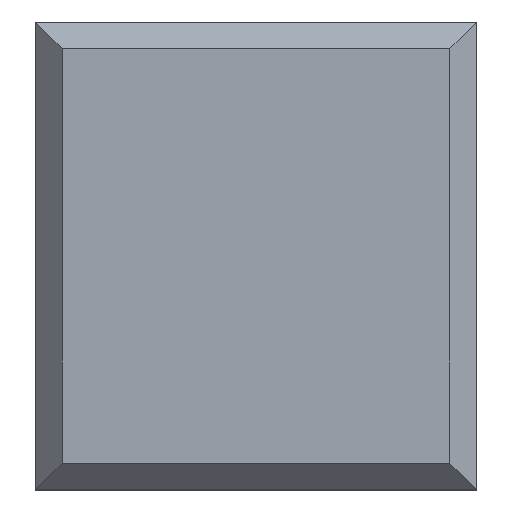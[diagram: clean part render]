
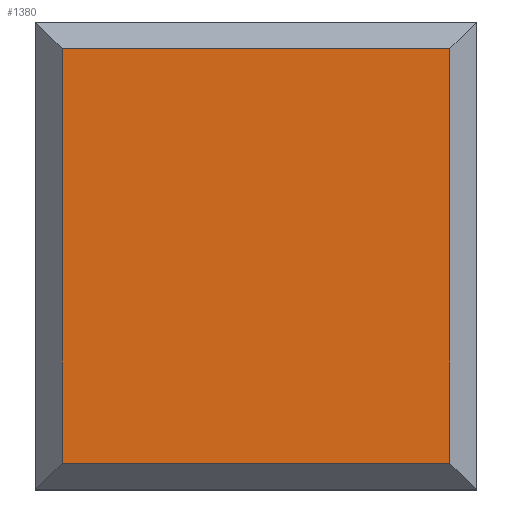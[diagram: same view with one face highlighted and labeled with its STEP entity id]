
A CAD part, top view. The second image highlights one B-rep face of the part: STEP entity #1380.
In plain terms, the highlighted planar face has unit normal (0, 0, 1).
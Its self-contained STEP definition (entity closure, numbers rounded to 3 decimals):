
#914 = PLANE('',#915);
#915 = AXIS2_PLACEMENT_3D('',#916,#917,#918);
#916 = CARTESIAN_POINT('',(-7.75,-8.75,3.));
#917 = DIRECTION('',(0.707,0.,-0.707));
#918 = DIRECTION('',(0.,1.,0.));
#995 = PLANE('',#996);
#996 = AXIS2_PLACEMENT_3D('',#997,#998,#999);
#997 = CARTESIAN_POINT('',(-8.25,-8.25,3.));
#998 = DIRECTION('',(0.,0.707,-0.707));
#999 = DIRECTION('',(-1.,-0.,-0.));
#1011 = VERTEX_POINT('',#1012);
#1012 = CARTESIAN_POINT('',(-7.25,-7.75,3.5));
#1035 = VERTEX_POINT('',#1036);
#1036 = CARTESIAN_POINT('',(-7.25,7.75,3.5));
#1050 = PLANE('',#1051);
#1051 = AXIS2_PLACEMENT_3D('',#1052,#1053,#1054);
#1052 = CARTESIAN_POINT('',(-8.25,8.25,3.));
#1053 = DIRECTION('',(0.,0.707,0.707));
#1054 = DIRECTION('',(-1.,-0.,-0.));
#1062 = EDGE_CURVE('',#1011,#1035,#1063,.T.);
#1063 = SURFACE_CURVE('',#1064,(#1068,#1075),.PCURVE_S1.);
#1064 = LINE('',#1065,#1066);
#1065 = CARTESIAN_POINT('',(-7.25,-8.75,3.5));
#1066 = VECTOR('',#1067,1.);
#1067 = DIRECTION('',(0.,1.,0.));
#1068 = PCURVE('',#914,#1069);
#1069 = DEFINITIONAL_REPRESENTATION('',(#1070),#1074);
#1070 = LINE('',#1071,#1072);
#1071 = CARTESIAN_POINT('',(0.,0.707));
#1072 = VECTOR('',#1073,1.);
#1073 = DIRECTION('',(1.,0.));
#1074 = ( GEOMETRIC_REPRESENTATION_CONTEXT(2) 
PARAMETRIC_REPRESENTATION_CONTEXT() REPRESENTATION_CONTEXT('2D SPACE',''
  ) );
#1075 = PCURVE('',#1076,#1081);
#1076 = PLANE('',#1077);
#1077 = AXIS2_PLACEMENT_3D('',#1078,#1079,#1080);
#1078 = CARTESIAN_POINT('',(-8.25,-8.75,3.5));
#1079 = DIRECTION('',(0.,0.,1.));
#1080 = DIRECTION('',(1.,0.,0.));
#1081 = DEFINITIONAL_REPRESENTATION('',(#1082),#1086);
#1082 = LINE('',#1083,#1084);
#1083 = CARTESIAN_POINT('',(1.,0.));
#1084 = VECTOR('',#1085,1.);
#1085 = DIRECTION('',(0.,1.));
#1086 = ( GEOMETRIC_REPRESENTATION_CONTEXT(2) 
PARAMETRIC_REPRESENTATION_CONTEXT() REPRESENTATION_CONTEXT('2D SPACE',''
  ) );
#1320 = PLANE('',#1321);
#1321 = AXIS2_PLACEMENT_3D('',#1322,#1323,#1324);
#1322 = CARTESIAN_POINT('',(7.75,-8.75,3.));
#1323 = DIRECTION('',(0.707,0.,0.707));
#1324 = DIRECTION('',(0.,1.,0.));
#1338 = VERTEX_POINT('',#1339);
#1339 = CARTESIAN_POINT('',(7.25,-7.75,3.5));
#1360 = EDGE_CURVE('',#1011,#1338,#1361,.T.);
#1361 = SURFACE_CURVE('',#1362,(#1366,#1373),.PCURVE_S1.);
#1362 = LINE('',#1363,#1364);
#1363 = CARTESIAN_POINT('',(-8.25,-7.75,3.5));
#1364 = VECTOR('',#1365,1.);
#1365 = DIRECTION('',(1.,0.,0.));
#1366 = PCURVE('',#995,#1367);
#1367 = DEFINITIONAL_REPRESENTATION('',(#1368),#1372);
#1368 = LINE('',#1369,#1370);
#1369 = CARTESIAN_POINT('',(-0.,0.707));
#1370 = VECTOR('',#1371,1.);
#1371 = DIRECTION('',(-1.,0.));
#1372 = ( GEOMETRIC_REPRESENTATION_CONTEXT(2) 
PARAMETRIC_REPRESENTATION_CONTEXT() REPRESENTATION_CONTEXT('2D SPACE',''
  ) );
#1373 = PCURVE('',#1076,#1374);
#1374 = DEFINITIONAL_REPRESENTATION('',(#1375),#1379);
#1375 = LINE('',#1376,#1377);
#1376 = CARTESIAN_POINT('',(0.,1.));
#1377 = VECTOR('',#1378,1.);
#1378 = DIRECTION('',(1.,0.));
#1379 = ( GEOMETRIC_REPRESENTATION_CONTEXT(2) 
PARAMETRIC_REPRESENTATION_CONTEXT() REPRESENTATION_CONTEXT('2D SPACE',''
  ) );
#1380 = ADVANCED_FACE('',(#1381),#1076,.T.);
#1381 = FACE_BOUND('',#1382,.T.);
#1382 = EDGE_LOOP('',(#1383,#1384,#1385,#1408));
#1383 = ORIENTED_EDGE('',*,*,#1062,.F.);
#1384 = ORIENTED_EDGE('',*,*,#1360,.T.);
#1385 = ORIENTED_EDGE('',*,*,#1386,.T.);
#1386 = EDGE_CURVE('',#1338,#1387,#1389,.T.);
#1387 = VERTEX_POINT('',#1388);
#1388 = CARTESIAN_POINT('',(7.25,7.75,3.5));
#1389 = SURFACE_CURVE('',#1390,(#1394,#1401),.PCURVE_S1.);
#1390 = LINE('',#1391,#1392);
#1391 = CARTESIAN_POINT('',(7.25,-8.75,3.5));
#1392 = VECTOR('',#1393,1.);
#1393 = DIRECTION('',(0.,1.,0.));
#1394 = PCURVE('',#1076,#1395);
#1395 = DEFINITIONAL_REPRESENTATION('',(#1396),#1400);
#1396 = LINE('',#1397,#1398);
#1397 = CARTESIAN_POINT('',(15.5,0.));
#1398 = VECTOR('',#1399,1.);
#1399 = DIRECTION('',(0.,1.));
#1400 = ( GEOMETRIC_REPRESENTATION_CONTEXT(2) 
PARAMETRIC_REPRESENTATION_CONTEXT() REPRESENTATION_CONTEXT('2D SPACE',''
  ) );
#1401 = PCURVE('',#1320,#1402);
#1402 = DEFINITIONAL_REPRESENTATION('',(#1403),#1407);
#1403 = LINE('',#1404,#1405);
#1404 = CARTESIAN_POINT('',(0.,0.707));
#1405 = VECTOR('',#1406,1.);
#1406 = DIRECTION('',(1.,0.));
#1407 = ( GEOMETRIC_REPRESENTATION_CONTEXT(2) 
PARAMETRIC_REPRESENTATION_CONTEXT() REPRESENTATION_CONTEXT('2D SPACE',''
  ) );
#1408 = ORIENTED_EDGE('',*,*,#1409,.F.);
#1409 = EDGE_CURVE('',#1035,#1387,#1410,.T.);
#1410 = SURFACE_CURVE('',#1411,(#1415,#1422),.PCURVE_S1.);
#1411 = LINE('',#1412,#1413);
#1412 = CARTESIAN_POINT('',(-8.25,7.75,3.5));
#1413 = VECTOR('',#1414,1.);
#1414 = DIRECTION('',(1.,0.,0.));
#1415 = PCURVE('',#1076,#1416);
#1416 = DEFINITIONAL_REPRESENTATION('',(#1417),#1421);
#1417 = LINE('',#1418,#1419);
#1418 = CARTESIAN_POINT('',(0.,16.5));
#1419 = VECTOR('',#1420,1.);
#1420 = DIRECTION('',(1.,0.));
#1421 = ( GEOMETRIC_REPRESENTATION_CONTEXT(2) 
PARAMETRIC_REPRESENTATION_CONTEXT() REPRESENTATION_CONTEXT('2D SPACE',''
  ) );
#1422 = PCURVE('',#1050,#1423);
#1423 = DEFINITIONAL_REPRESENTATION('',(#1424),#1428);
#1424 = LINE('',#1425,#1426);
#1425 = CARTESIAN_POINT('',(-0.,0.707));
#1426 = VECTOR('',#1427,1.);
#1427 = DIRECTION('',(-1.,0.));
#1428 = ( GEOMETRIC_REPRESENTATION_CONTEXT(2) 
PARAMETRIC_REPRESENTATION_CONTEXT() REPRESENTATION_CONTEXT('2D SPACE',''
  ) );
